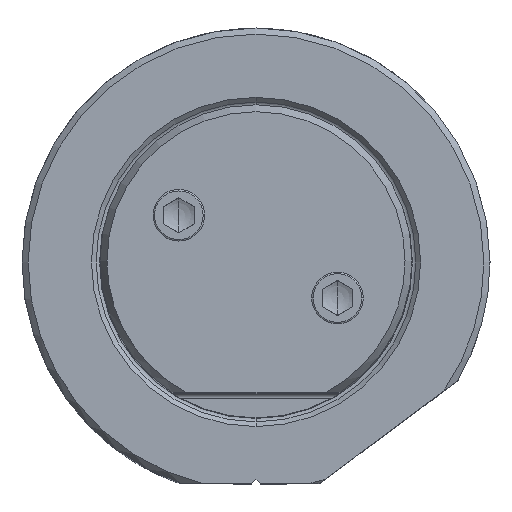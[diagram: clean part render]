
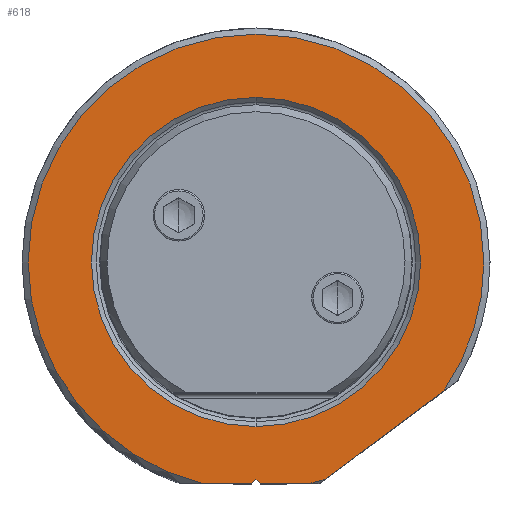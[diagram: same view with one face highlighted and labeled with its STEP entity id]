
A CAD part, top view. The second image highlights one B-rep face of the part: STEP entity #618.
In plain terms, the highlighted planar face has unit normal (0, 0, 1).
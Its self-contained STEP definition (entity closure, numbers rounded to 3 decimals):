
#127=PLANE('',#5628);
#618=ADVANCED_FACE('',(#924,#925),#127,.T.);
#924=FACE_BOUND('',#1042,.T.);
#925=FACE_BOUND('',#1043,.T.);
#1042=EDGE_LOOP('',(#2685,#2686,#2687,#2688,#2689,#2690,#2691,#2692,#2693));
#1043=EDGE_LOOP('',(#2694,#2695));
#1384=LINE('',#10480,#1690);
#1386=LINE('',#10498,#1692);
#1388=LINE('',#10502,#1694);
#1390=LINE('',#10506,#1696);
#1392=LINE('',#10515,#1698);
#1690=VECTOR('',#6541,1.);
#1692=VECTOR('',#6545,1.);
#1694=VECTOR('',#6549,1.);
#1696=VECTOR('',#6553,1.);
#1698=VECTOR('',#6557,1.);
#2685=ORIENTED_EDGE('',*,*,#4550,.T.);
#2686=ORIENTED_EDGE('',*,*,#4538,.T.);
#2687=ORIENTED_EDGE('',*,*,#4551,.T.);
#2688=ORIENTED_EDGE('',*,*,#4552,.T.);
#2689=ORIENTED_EDGE('',*,*,#4553,.T.);
#2690=ORIENTED_EDGE('',*,*,#4549,.F.);
#2691=ORIENTED_EDGE('',*,*,#4546,.T.);
#2692=ORIENTED_EDGE('',*,*,#4544,.T.);
#2693=ORIENTED_EDGE('',*,*,#4542,.F.);
#2694=ORIENTED_EDGE('',*,*,#4554,.T.);
#2695=ORIENTED_EDGE('',*,*,#4555,.T.);
#3916=VERTEX_POINT('',#10479);
#3917=VERTEX_POINT('',#10481);
#3919=VERTEX_POINT('',#10497);
#3920=VERTEX_POINT('',#10499);
#3921=VERTEX_POINT('',#10503);
#3922=VERTEX_POINT('',#10507);
#3923=VERTEX_POINT('',#10514);
#3924=VERTEX_POINT('',#10519);
#3925=VERTEX_POINT('',#10521);
#3926=VERTEX_POINT('',#10524);
#3927=VERTEX_POINT('',#10525);
#4538=EDGE_CURVE('',#3917,#3916,#1384,.T.);
#4542=EDGE_CURVE('',#3919,#3920,#1386,.T.);
#4544=EDGE_CURVE('',#3921,#3920,#1388,.T.);
#4546=EDGE_CURVE('',#3922,#3921,#1390,.T.);
#4549=EDGE_CURVE('',#3922,#3923,#1392,.T.);
#4550=EDGE_CURVE('',#3919,#3917,#5087,.T.);
#4551=EDGE_CURVE('',#3916,#3924,#5088,.T.);
#4552=EDGE_CURVE('',#3924,#3925,#5089,.T.);
#4553=EDGE_CURVE('',#3925,#3923,#5090,.T.);
#4554=EDGE_CURVE('',#3926,#3927,#5091,.T.);
#4555=EDGE_CURVE('',#3927,#3926,#5092,.T.);
#5087=CIRCLE('',#5622,18.55);
#5088=CIRCLE('',#5623,18.55);
#5089=CIRCLE('',#5624,18.55);
#5090=CIRCLE('',#5625,18.55);
#5091=CIRCLE('',#5626,13.4);
#5092=CIRCLE('',#5627,13.4);
#5622=AXIS2_PLACEMENT_3D('',#10517,#6560,#6561);
#5623=AXIS2_PLACEMENT_3D('',#10518,#6562,#6563);
#5624=AXIS2_PLACEMENT_3D('',#10520,#6564,#6565);
#5625=AXIS2_PLACEMENT_3D('',#10522,#6566,#6567);
#5626=AXIS2_PLACEMENT_3D('',#10523,#6568,#6569);
#5627=AXIS2_PLACEMENT_3D('',#10526,#6570,#6571);
#5628=AXIS2_PLACEMENT_3D('',#10527,#6572,#6573);
#6541=DIRECTION('',(0.803,0.596,0.));
#6545=DIRECTION('',(-1.,0.,0.));
#6549=DIRECTION('',(0.707,-0.707,0.));
#6553=DIRECTION('',(0.707,0.707,0.));
#6557=DIRECTION('',(-1.,0.,0.));
#6560=DIRECTION('',(0.,0.,1.));
#6561=DIRECTION('',(0.231,-0.973,0.));
#6562=DIRECTION('',(0.,0.,1.));
#6563=DIRECTION('',(0.824,-0.566,0.));
#6564=DIRECTION('',(0.,0.,1.));
#6565=DIRECTION('',(1.,0.,0.));
#6566=DIRECTION('',(0.,0.,1.));
#6567=DIRECTION('',(-1.,0.,0.));
#6568=DIRECTION('',(0.,0.,-1.));
#6569=DIRECTION('',(0.,1.,0.));
#6570=DIRECTION('',(0.,0.,-1.));
#6571=DIRECTION('',(0.,-1.,0.));
#6572=DIRECTION('',(0.,0.,1.));
#6573=DIRECTION('',(0.,1.,0.));
#10479=CARTESIAN_POINT('',(15.287,-10.508,0.));
#10480=CARTESIAN_POINT('',(5.639,-17.672,0.));
#10481=CARTESIAN_POINT('',(5.639,-17.672,0.));
#10497=CARTESIAN_POINT('',(4.278,-18.05,0.));
#10498=CARTESIAN_POINT('',(4.278,-18.05,0.));
#10499=CARTESIAN_POINT('',(0.354,-18.05,0.));
#10502=CARTESIAN_POINT('',(0.,-17.696,0.));
#10503=CARTESIAN_POINT('',(0.,-17.696,0.));
#10506=CARTESIAN_POINT('',(-0.354,-18.05,0.));
#10507=CARTESIAN_POINT('',(-0.354,-18.05,0.));
#10514=CARTESIAN_POINT('',(-4.278,-18.05,0.));
#10515=CARTESIAN_POINT('',(-3.222,-18.05,0.));
#10517=CARTESIAN_POINT('',(0.,0.,0.));
#10518=CARTESIAN_POINT('',(0.,0.,0.));
#10519=CARTESIAN_POINT('',(18.55,0.,0.));
#10520=CARTESIAN_POINT('',(0.,0.,0.));
#10521=CARTESIAN_POINT('',(-18.55,0.,0.));
#10522=CARTESIAN_POINT('',(0.,0.,0.));
#10523=CARTESIAN_POINT('',(0.,0.,0.));
#10524=CARTESIAN_POINT('',(0.,13.4,0.));
#10525=CARTESIAN_POINT('',(0.,-13.4,0.));
#10526=CARTESIAN_POINT('',(0.,0.,0.));
#10527=CARTESIAN_POINT('',(0.,0.25,0.));
